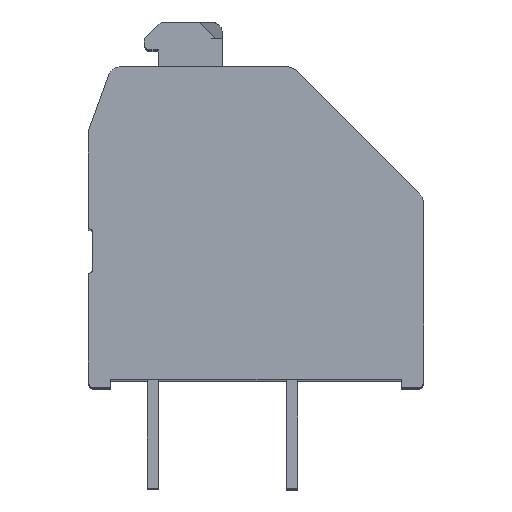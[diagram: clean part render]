
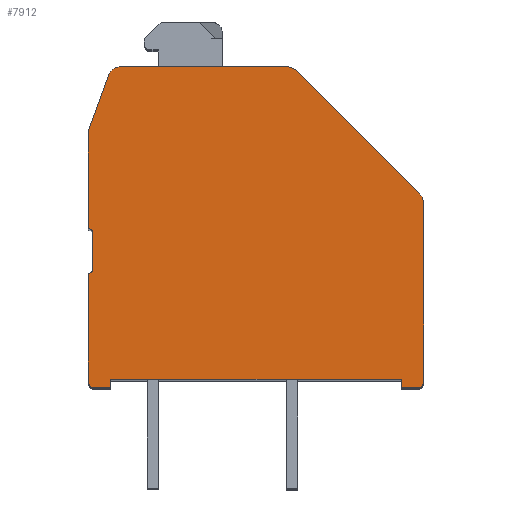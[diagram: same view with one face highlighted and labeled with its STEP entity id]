
A CAD part, top view. The second image highlights one B-rep face of the part: STEP entity #7912.
In plain terms, the highlighted planar face has unit normal (0, 0, 1).
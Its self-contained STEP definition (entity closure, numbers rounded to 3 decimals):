
#225=CIRCLE('',#8243,0.5);
#250=CIRCLE('',#8315,0.15);
#252=CIRCLE('',#8319,0.15);
#254=CIRCLE('',#8324,0.5);
#256=CIRCLE('',#8327,0.5);
#299=CIRCLE('',#8473,0.2);
#300=CIRCLE('',#8479,0.2);
#1516=ORIENTED_EDGE('',*,*,#3161,.T.);
#1517=ORIENTED_EDGE('',*,*,#3165,.F.);
#1518=ORIENTED_EDGE('',*,*,#3168,.T.);
#1519=ORIENTED_EDGE('',*,*,#3171,.F.);
#1520=ORIENTED_EDGE('',*,*,#3177,.T.);
#1521=ORIENTED_EDGE('',*,*,#3413,.T.);
#1522=ORIENTED_EDGE('',*,*,#3415,.T.);
#1523=ORIENTED_EDGE('',*,*,#3416,.T.);
#1524=ORIENTED_EDGE('',*,*,#3156,.T.);
#1525=ORIENTED_EDGE('',*,*,#3418,.T.);
#1526=ORIENTED_EDGE('',*,*,#3420,.T.);
#1527=ORIENTED_EDGE('',*,*,#3421,.T.);
#1528=ORIENTED_EDGE('',*,*,#3236,.T.);
#1529=ORIENTED_EDGE('',*,*,#3240,.T.);
#1530=ORIENTED_EDGE('',*,*,#2816,.T.);
#1531=ORIENTED_EDGE('',*,*,#2896,.T.);
#1532=ORIENTED_EDGE('',*,*,#2725,.T.);
#1533=ORIENTED_EDGE('',*,*,#3243,.T.);
#1534=ORIENTED_EDGE('',*,*,#3245,.T.);
#2725=EDGE_CURVE('',#3893,#3892,#4658,.T.);
#2816=EDGE_CURVE('',#3983,#3982,#4731,.T.);
#2896=EDGE_CURVE('',#3982,#3893,#225,.T.);
#3156=EDGE_CURVE('',#4232,#4231,#4969,.T.);
#3161=EDGE_CURVE('',#4237,#4236,#4974,.T.);
#3165=EDGE_CURVE('',#4239,#4236,#250,.T.);
#3168=EDGE_CURVE('',#4239,#4241,#4979,.T.);
#3171=EDGE_CURVE('',#4243,#4241,#252,.T.);
#3177=EDGE_CURVE('',#4243,#4247,#4986,.T.);
#3236=EDGE_CURVE('',#4288,#4287,#5045,.T.);
#3240=EDGE_CURVE('',#4287,#3983,#254,.T.);
#3243=EDGE_CURVE('',#3892,#4291,#256,.T.);
#3245=EDGE_CURVE('',#4291,#4237,#5050,.T.);
#3413=EDGE_CURVE('',#4247,#4376,#299,.T.);
#3415=EDGE_CURVE('',#4376,#4377,#5177,.T.);
#3416=EDGE_CURVE('',#4377,#4232,#5178,.T.);
#3418=EDGE_CURVE('',#4231,#4378,#5180,.T.);
#3420=EDGE_CURVE('',#4378,#4379,#5182,.T.);
#3421=EDGE_CURVE('',#4379,#4288,#300,.T.);
#3892=VERTEX_POINT('',#11018);
#3893=VERTEX_POINT('',#11020);
#3982=VERTEX_POINT('',#11201);
#3983=VERTEX_POINT('',#11203);
#4231=VERTEX_POINT('',#11981);
#4232=VERTEX_POINT('',#11983);
#4236=VERTEX_POINT('',#11992);
#4237=VERTEX_POINT('',#11994);
#4239=VERTEX_POINT('',#12000);
#4241=VERTEX_POINT('',#12006);
#4243=VERTEX_POINT('',#12012);
#4247=VERTEX_POINT('',#12023);
#4287=VERTEX_POINT('',#12123);
#4288=VERTEX_POINT('',#12125);
#4291=VERTEX_POINT('',#12136);
#4376=VERTEX_POINT('',#12494);
#4377=VERTEX_POINT('',#12498);
#4378=VERTEX_POINT('',#12504);
#4379=VERTEX_POINT('',#12508);
#4658=LINE('',#11019,#5611);
#4731=LINE('',#11202,#5684);
#4969=LINE('',#11982,#5922);
#4974=LINE('',#11993,#5927);
#4979=LINE('',#12007,#5932);
#4986=LINE('',#12024,#5939);
#5045=LINE('',#12124,#5998);
#5050=LINE('',#12140,#6003);
#5177=LINE('',#12499,#6130);
#5178=LINE('',#12501,#6131);
#5180=LINE('',#12505,#6133);
#5182=LINE('',#12509,#6135);
#5611=VECTOR('',#8827,1000.);
#5684=VECTOR('',#8940,1000.);
#5922=VECTOR('',#9444,1000.);
#5927=VECTOR('',#9451,1000.);
#5932=VECTOR('',#9464,1000.);
#5939=VECTOR('',#9479,1000.);
#5998=VECTOR('',#9540,1000.);
#6003=VECTOR('',#9559,1000.);
#6130=VECTOR('',#9978,1000.);
#6131=VECTOR('',#9981,1000.);
#6133=VECTOR('',#9985,1000.);
#6135=VECTOR('',#9989,1000.);
#6726=EDGE_LOOP('',(#1516,#1517,#1518,#1519,#1520,#1521,#1522,#1523,#1524,
#1525,#1526,#1527,#1528,#1529,#1530,#1531,#1532,#1533,#1534));
#7167=FACE_BOUND('',#6726,.T.);
#7511=PLANE('',#8480);
#7912=ADVANCED_FACE('',(#7167),#7511,.T.);
#8243=AXIS2_PLACEMENT_3D('',#11352,#9111,#9112);
#8315=AXIS2_PLACEMENT_3D('',#12001,#9458,#9459);
#8319=AXIS2_PLACEMENT_3D('',#12013,#9470,#9471);
#8324=AXIS2_PLACEMENT_3D('',#12131,#9547,#9548);
#8327=AXIS2_PLACEMENT_3D('',#12137,#9554,#9555);
#8473=AXIS2_PLACEMENT_3D('',#12495,#9973,#9974);
#8479=AXIS2_PLACEMENT_3D('',#12511,#9992,#9993);
#8480=AXIS2_PLACEMENT_3D('',#12512,#9994,#9995);
#8827=DIRECTION('',(-1.,0.,0.));
#8940=DIRECTION('',(-0.707,0.707,0.));
#9111=DIRECTION('',(0.,0.,1.));
#9112=DIRECTION('',(1.,0.,0.));
#9444=DIRECTION('',(1.,0.,0.));
#9451=DIRECTION('',(0.,-1.,0.));
#9458=DIRECTION('',(0.,0.,1.));
#9459=DIRECTION('',(1.,0.,0.));
#9464=DIRECTION('',(0.,-1.,0.));
#9470=DIRECTION('',(0.,0.,1.));
#9471=DIRECTION('',(1.,0.,0.));
#9479=DIRECTION('',(0.,-1.,0.));
#9540=DIRECTION('',(0.,1.,0.));
#9547=DIRECTION('',(0.,0.,1.));
#9548=DIRECTION('',(1.,0.,0.));
#9554=DIRECTION('',(0.,0.,1.));
#9555=DIRECTION('',(1.,0.,0.));
#9559=DIRECTION('',(-0.342,-0.94,0.));
#9973=DIRECTION('',(0.,0.,1.));
#9974=DIRECTION('',(1.,0.,0.));
#9978=DIRECTION('',(1.,0.,0.));
#9981=DIRECTION('',(0.,1.,0.));
#9985=DIRECTION('',(0.,-1.,0.));
#9989=DIRECTION('',(1.,0.,0.));
#9992=DIRECTION('',(0.,0.,1.));
#9993=DIRECTION('',(1.,0.,0.));
#9994=DIRECTION('',(0.,0.,1.));
#9995=DIRECTION('',(1.,0.,0.));
#11018=CARTESIAN_POINT('',(-6.113,11.5,36.5));
#11019=CARTESIAN_POINT('',(-0.207,11.5,36.5));
#11020=CARTESIAN_POINT('',(-0.207,11.5,36.5));
#11201=CARTESIAN_POINT('',(0.146,11.354,36.5));
#11202=CARTESIAN_POINT('',(4.554,6.946,36.5));
#11203=CARTESIAN_POINT('',(4.554,6.946,36.5));
#11352=CARTESIAN_POINT('',(-0.207,11.,36.5));
#11981=CARTESIAN_POINT('',(3.9,0.3,36.5));
#11982=CARTESIAN_POINT('',(-6.5,0.3,36.5));
#11983=CARTESIAN_POINT('',(-6.5,0.3,36.5));
#11992=CARTESIAN_POINT('',(-7.3,5.7,36.5));
#11993=CARTESIAN_POINT('',(-7.3,9.2,36.5));
#11994=CARTESIAN_POINT('',(-7.3,9.2,36.5));
#12000=CARTESIAN_POINT('',(-7.15,5.55,36.5));
#12001=CARTESIAN_POINT('',(-7.3,5.55,36.5));
#12006=CARTESIAN_POINT('',(-7.15,4.25,36.5));
#12007=CARTESIAN_POINT('',(-7.15,5.55,36.5));
#12012=CARTESIAN_POINT('',(-7.3,4.1,36.5));
#12013=CARTESIAN_POINT('',(-7.3,4.25,36.5));
#12023=CARTESIAN_POINT('',(-7.3,0.2,36.5));
#12024=CARTESIAN_POINT('',(-7.3,4.1,36.5));
#12123=CARTESIAN_POINT('',(4.7,6.593,36.5));
#12124=CARTESIAN_POINT('',(4.7,0.2,36.5));
#12125=CARTESIAN_POINT('',(4.7,0.2,36.5));
#12131=CARTESIAN_POINT('',(4.2,6.593,36.5));
#12136=CARTESIAN_POINT('',(-6.583,11.171,36.5));
#12137=CARTESIAN_POINT('',(-6.113,11.,36.5));
#12140=CARTESIAN_POINT('',(-6.583,11.171,36.5));
#12494=CARTESIAN_POINT('',(-7.1,0.,36.5));
#12495=CARTESIAN_POINT('',(-7.1,0.2,36.5));
#12498=CARTESIAN_POINT('',(-6.5,0.,36.5));
#12499=CARTESIAN_POINT('',(-7.1,0.,36.5));
#12501=CARTESIAN_POINT('',(-6.5,0.,36.5));
#12504=CARTESIAN_POINT('',(3.9,0.,36.5));
#12505=CARTESIAN_POINT('',(3.9,0.3,36.5));
#12508=CARTESIAN_POINT('',(4.5,0.,36.5));
#12509=CARTESIAN_POINT('',(3.9,0.,36.5));
#12511=CARTESIAN_POINT('',(4.5,0.2,36.5));
#12512=CARTESIAN_POINT('',(-7.3,5.55,36.5));
